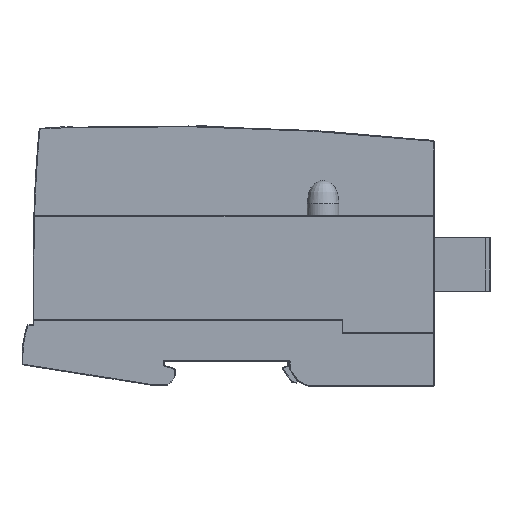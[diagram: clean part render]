
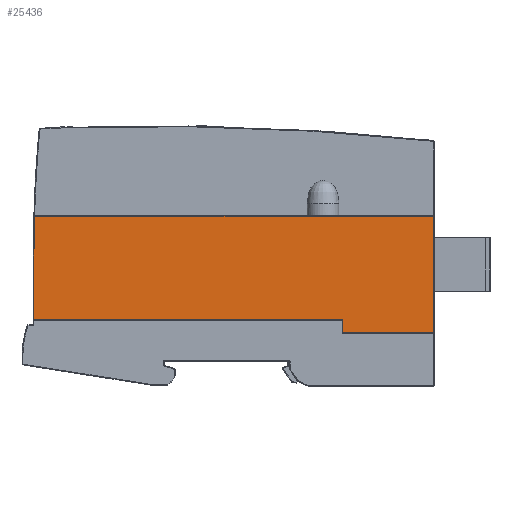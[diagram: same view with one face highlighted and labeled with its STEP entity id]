
A CAD part, left-side view. The second image highlights one B-rep face of the part: STEP entity #25436.
In plain terms, the highlighted face is planar.
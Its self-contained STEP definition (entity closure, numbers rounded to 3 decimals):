
#21147=PLANE('',#74850);
#25436=ADVANCED_FACE('',(#28643),#21147,.F.);
#28643=FACE_OUTER_BOUND('',#31511,.T.);
#31511=EDGE_LOOP('',(#46403,#46404,#46405,#46406,#46407,#46408,#46409));
#34834=LINE('',#91177,#40295);
#34835=LINE('',#91180,#40296);
#34836=LINE('',#91182,#40297);
#34837=LINE('',#91186,#40298);
#34838=LINE('',#91188,#40299);
#34839=LINE('',#91190,#40300);
#40295=VECTOR('',#78212,1.);
#40296=VECTOR('',#78213,1.);
#40297=VECTOR('',#78214,1.);
#40298=VECTOR('',#78217,1.);
#40299=VECTOR('',#78218,1.);
#40300=VECTOR('',#78219,1.);
#46403=ORIENTED_EDGE('',*,*,#66656,.F.);
#46404=ORIENTED_EDGE('',*,*,#66657,.T.);
#46405=ORIENTED_EDGE('',*,*,#66658,.T.);
#46406=ORIENTED_EDGE('',*,*,#66659,.T.);
#46407=ORIENTED_EDGE('',*,*,#66660,.T.);
#46408=ORIENTED_EDGE('',*,*,#66661,.F.);
#46409=ORIENTED_EDGE('',*,*,#66662,.F.);
#61633=VERTEX_POINT('',#91178);
#61634=VERTEX_POINT('',#91179);
#61635=VERTEX_POINT('',#91181);
#61636=VERTEX_POINT('',#91183);
#61637=VERTEX_POINT('',#91185);
#61638=VERTEX_POINT('',#91187);
#61639=VERTEX_POINT('',#91189);
#66656=EDGE_CURVE('',#61633,#61634,#34834,.T.);
#66657=EDGE_CURVE('',#61633,#61635,#34835,.T.);
#66658=EDGE_CURVE('',#61635,#61636,#34836,.T.);
#66659=EDGE_CURVE('',#61636,#61637,#74116,.T.);
#66660=EDGE_CURVE('',#61637,#61638,#34837,.T.);
#66661=EDGE_CURVE('',#61639,#61638,#34838,.T.);
#66662=EDGE_CURVE('',#61634,#61639,#34839,.T.);
#74116=CIRCLE('',#74849,391.3);
#74849=AXIS2_PLACEMENT_3D('',#91184,#78215,#78216);
#74850=AXIS2_PLACEMENT_3D('',#91191,#78220,#78221);
#78212=DIRECTION('',(0.,1.,0.));
#78213=DIRECTION('',(1.,0.,0.));
#78214=DIRECTION('',(0.,1.,0.));
#78215=DIRECTION('',(0.,0.,1.));
#78216=DIRECTION('',(-1.,0.,0.));
#78217=DIRECTION('',(-1.,0.,0.));
#78218=DIRECTION('',(0.,1.,0.));
#78219=DIRECTION('',(1.,0.,0.));
#78220=DIRECTION('',(0.,0.,-1.));
#78221=DIRECTION('',(-1.,0.,0.));
#91177=CARTESIAN_POINT('',(2.,-108.9,50.6));
#91178=CARTESIAN_POINT('',(2.,-108.7,50.6));
#91179=CARTESIAN_POINT('',(2.,-82.9,50.6));
#91180=CARTESIAN_POINT('',(35.3,-108.7,50.6));
#91181=CARTESIAN_POINT('',(35.1,-108.7,50.6));
#91182=CARTESIAN_POINT('',(35.1,-73.155,50.6));
#91183=CARTESIAN_POINT('',(35.1,4.637,50.6));
#91184=CARTESIAN_POINT('',(23.8,-386.5,50.6));
#91185=CARTESIAN_POINT('',(23.8,4.8,50.6));
#91186=CARTESIAN_POINT('',(4.5,4.8,50.6));
#91187=CARTESIAN_POINT('',(5.7,4.8,50.6));
#91188=CARTESIAN_POINT('',(5.7,-82.9,50.6));
#91189=CARTESIAN_POINT('',(5.7,-82.9,50.6));
#91190=CARTESIAN_POINT('',(2.,-82.9,50.6));
#91191=CARTESIAN_POINT('',(-13.,-73.155,50.6));
